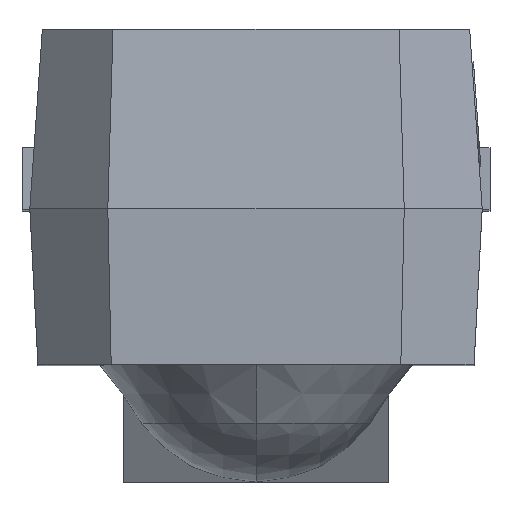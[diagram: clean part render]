
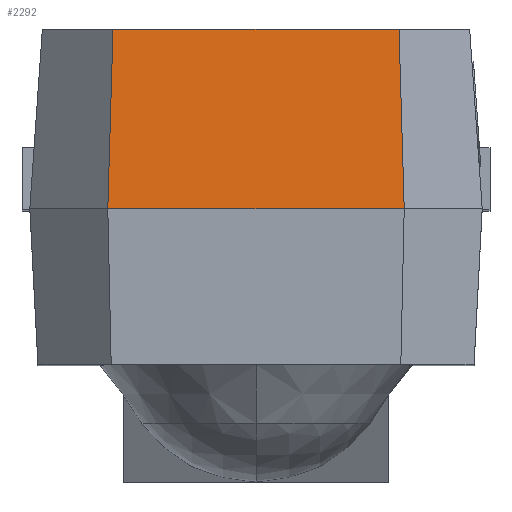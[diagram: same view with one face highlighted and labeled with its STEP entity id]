
A CAD part, top view. The second image highlights one B-rep face of the part: STEP entity #2292.
In plain terms, the highlighted planar face has unit normal (0, 0.07, 0.998).
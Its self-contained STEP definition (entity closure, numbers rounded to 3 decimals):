
#684 = EDGE_CURVE ( 'NONE', #5707, #10373, #1501, .T. ) ;
#857 = LINE ( 'NONE', #4921, #9639 ) ;
#900 = VECTOR ( 'NONE', #12678, 1000. ) ;
#1028 = DIRECTION ( 'NONE',  ( 0., -0.998, 0.07 ) ) ;
#1279 = DIRECTION ( 'NONE',  ( 1., 0., 0. ) ) ;
#1501 = LINE ( 'NONE', #4627, #7555 ) ;
#1917 = ORIENTED_EDGE ( 'NONE', *, *, #10664, .F. ) ;
#2069 = ORIENTED_EDGE ( 'NONE', *, *, #684, .F. ) ;
#2292 = ADVANCED_FACE ( 'NONE', ( #10378 ), #3214, .T. ) ;
#2418 = VECTOR ( 'NONE', #1279, 1000. ) ;
#3060 = CARTESIAN_POINT ( 'NONE',  ( -0.95, 0., 4. ) ) ;
#3214 = PLANE ( 'NONE',  #8384 ) ;
#3636 = CARTESIAN_POINT ( 'NONE',  ( -0.917, 1.15, 3.92 ) ) ;
#3712 = CARTESIAN_POINT ( 'NONE',  ( 0.95, 0., 4. ) ) ;
#3749 = CARTESIAN_POINT ( 'NONE',  ( 0.95, 0., 4. ) ) ;
#4627 = CARTESIAN_POINT ( 'NONE',  ( 0., 1.15, 3.92 ) ) ;
#4684 = LINE ( 'NONE', #3712, #900 ) ;
#4921 = CARTESIAN_POINT ( 'NONE',  ( -0.948, 0.055, 3.996 ) ) ;
#5318 = DIRECTION ( 'NONE',  ( 0., 0.07, 0.998 ) ) ;
#5707 = VERTEX_POINT ( 'NONE', #3636 ) ;
#5878 = DIRECTION ( 'NONE',  ( -0.029, -0.997, 0.07 ) ) ;
#6041 = ORIENTED_EDGE ( 'NONE', *, *, #12878, .T. ) ;
#6899 = VERTEX_POINT ( 'NONE', #3060 ) ;
#7341 = LINE ( 'NONE', #8252, #2418 ) ;
#7555 = VECTOR ( 'NONE', #12626, 1000. ) ;
#8252 = CARTESIAN_POINT ( 'NONE',  ( 0.95, 0., 4. ) ) ;
#8384 = AXIS2_PLACEMENT_3D ( 'NONE', #11314, #5318, #1028 ) ;
#8937 = ORIENTED_EDGE ( 'NONE', *, *, #9765, .T. ) ;
#9140 = EDGE_LOOP ( 'NONE', ( #8937, #1917, #2069, #6041 ) ) ;
#9631 = CARTESIAN_POINT ( 'NONE',  ( 0.917, 1.15, 3.92 ) ) ;
#9639 = VECTOR ( 'NONE', #5878, 1000. ) ;
#9765 = EDGE_CURVE ( 'NONE', #6899, #11349, #7341, .T. ) ;
#10373 = VERTEX_POINT ( 'NONE', #9631 ) ;
#10378 = FACE_OUTER_BOUND ( 'NONE', #9140, .T. ) ;
#10664 = EDGE_CURVE ( 'NONE', #10373, #11349, #4684, .T. ) ;
#11314 = CARTESIAN_POINT ( 'NONE',  ( 0.95, 0., 4. ) ) ;
#11349 = VERTEX_POINT ( 'NONE', #3749 ) ;
#12626 = DIRECTION ( 'NONE',  ( 1., 0., 0. ) ) ;
#12678 = DIRECTION ( 'NONE',  ( 0.029, -0.997, 0.07 ) ) ;
#12878 = EDGE_CURVE ( 'NONE', #5707, #6899, #857, .T. ) ;
